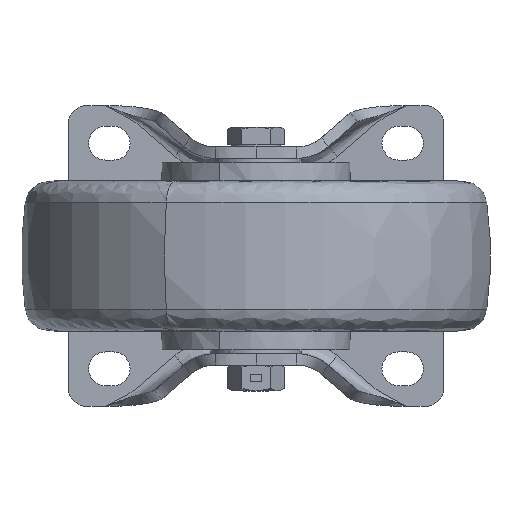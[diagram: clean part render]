
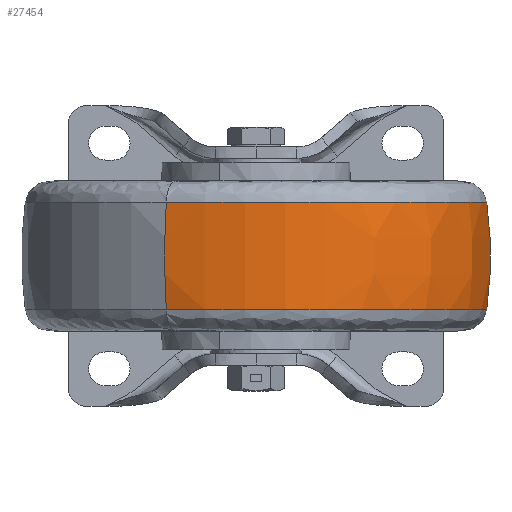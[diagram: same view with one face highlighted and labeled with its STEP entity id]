
A CAD part, front view. The second image highlights one B-rep face of the part: STEP entity #27454.
In plain terms, the highlighted free-form (B-spline) face has degree [3, 3] with [4, 4] control points.
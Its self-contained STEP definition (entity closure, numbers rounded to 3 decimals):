
#422 = CARTESIAN_POINT ( 'NONE',  ( -10.484, -143.337, 118.411 ) ) ;
#3298 = CARTESIAN_POINT ( 'NONE',  ( 37.793, -28.78, 99.261 ) ) ;
#4895 = EDGE_CURVE ( 'NONE', #17275, #14329, #27675, .T. ) ;
#6984 = DIRECTION ( 'NONE',  ( 0.388, 0.922, 0. ) ) ;
#7132 = CARTESIAN_POINT ( 'NONE',  ( 37.793, -28.78, 108.886 ) ) ;
#7202 = VERTEX_POINT ( 'NONE', #422 ) ;
#8515 = DIRECTION ( 'NONE',  ( 0.388, 0.922, 0. ) ) ;
#8555 = ORIENTED_EDGE ( 'NONE', *, *, #4895, .T. ) ;
#8618 = CARTESIAN_POINT ( 'NONE',  ( 27.95, -52.138, 104.073 ) ) ;
#10287 = CIRCLE ( 'NONE', #33707, 100. ) ;
#10989 = ORIENTED_EDGE ( 'NONE', *, *, #16897, .T. ) ;
#12681 = EDGE_CURVE ( 'NONE', #50303, #14329, #10287, .T. ) ;
#13206 = DIRECTION ( 'NONE',  ( -0.388, -0.922, 0. ) ) ;
#14329 = VERTEX_POINT ( 'NONE', #32551 ) ;
#15345 = EDGE_LOOP ( 'NONE', ( #10989, #47809, #8555, #52509 ) ) ;
#16897 = EDGE_CURVE ( 'NONE', #50303, #7202, #17652, .T. ) ;
#17275 = VERTEX_POINT ( 'NONE', #43581 ) ;
#17652 = CIRCLE ( 'NONE', #33300, 61.467 ) ;
#18805 = CARTESIAN_POINT ( 'NONE',  ( 150.543, -77.793, 118.411 ) ) ;
#19903 = FACE_OUTER_BOUND ( 'NONE', #15345, .T. ) ;
#23205 = CARTESIAN_POINT ( 'NONE',  ( 150.543, -77.793, 89.736 ) ) ;
#23473 = CARTESIAN_POINT ( 'NONE',  ( 104.809, -193.421, 108.886 ) ) ;
#23999 = CARTESIAN_POINT ( 'NONE',  ( 153.621, -77.593, 108.886 ) ) ;
#25226 = DIRECTION ( 'NONE',  ( 0.922, -0.388, 0. ) ) ;
#27006 = CARTESIAN_POINT ( 'NONE',  ( 102.801, -191.078, 89.736 ) ) ;
#27454 = ADVANCED_FACE ( 'NONE', ( #19903 ), #43659, .T. ) ;
#27675 = CIRCLE ( 'NONE', #46646, 61.467 ) ;
#28934 = CARTESIAN_POINT ( 'NONE',  ( 13.387, -86.694, 89.736 ) ) ;
#32148 = CIRCLE ( 'NONE', #45049, 100. ) ;
#32551 = CARTESIAN_POINT ( 'NONE',  ( 37.257, -30.052, 89.736 ) ) ;
#33300 = AXIS2_PLACEMENT_3D ( 'NONE', #43737, #40009, #47835 ) ;
#33707 = AXIS2_PLACEMENT_3D ( 'NONE', #35509, #40396, #6984 ) ;
#35383 = CARTESIAN_POINT ( 'NONE',  ( 37.257, -30.052, 89.736 ) ) ;
#35509 = CARTESIAN_POINT ( 'NONE',  ( -1.176, -121.251, 104.073 ) ) ;
#35661 = CARTESIAN_POINT ( 'NONE',  ( 37.257, -30.052, 118.411 ) ) ;
#40008 = CARTESIAN_POINT ( 'NONE',  ( 102.801, -191.078, 118.411 ) ) ;
#40009 = DIRECTION ( 'NONE',  ( 0., 0., -1. ) ) ;
#40278 = CARTESIAN_POINT ( 'NONE',  ( -11.02, -144.608, 99.261 ) ) ;
#40396 = DIRECTION ( 'NONE',  ( -0.922, 0.388, 0. ) ) ;
#40551 = CARTESIAN_POINT ( 'NONE',  ( 153.621, -77.593, 99.261 ) ) ;
#40973 = EDGE_CURVE ( 'NONE', #7202, #17275, #32148, .T. ) ;
#42435 = CARTESIAN_POINT ( 'NONE',  ( 37.257, -30.052, 118.411 ) ) ;
#43581 = CARTESIAN_POINT ( 'NONE',  ( -10.484, -143.337, 89.736 ) ) ;
#43659 =( BOUNDED_SURFACE ( )  B_SPLINE_SURFACE ( 3, 3, ( 
 ( #52982, #40008, #18805, #35661 ),
 ( #48374, #23473, #23999, #7132 ),
 ( #40278, #52171, #40551, #3298 ),
 ( #47561, #27006, #23205, #35383 ) ),
 .UNSPECIFIED., .F., .F., .F. ) 
 B_SPLINE_SURFACE_WITH_KNOTS ( ( 4, 4 ),
 ( 4, 4 ),
 ( 0., 1. ),
 ( 0., 1. ),
 .UNSPECIFIED. ) 
 GEOMETRIC_REPRESENTATION_ITEM ( )  RATIONAL_B_SPLINE_SURFACE ( (
 ( 1., 0.333, 0.333, 1.),
 ( 0.993, 0.331, 0.331, 0.993),
 ( 0.993, 0.331, 0.331, 0.993),
 ( 1., 0.333, 0.333, 1.) ) ) 
 REPRESENTATION_ITEM ( '' )  SURFACE ( )  );
#43737 = CARTESIAN_POINT ( 'NONE',  ( 13.387, -86.694, 118.411 ) ) ;
#45049 = AXIS2_PLACEMENT_3D ( 'NONE', #8618, #25226, #13206 ) ;
#45663 = DIRECTION ( 'NONE',  ( 0., 0., 1. ) ) ;
#46646 = AXIS2_PLACEMENT_3D ( 'NONE', #28934, #45663, #8515 ) ;
#47561 = CARTESIAN_POINT ( 'NONE',  ( -10.484, -143.337, 89.736 ) ) ;
#47809 = ORIENTED_EDGE ( 'NONE', *, *, #40973, .T. ) ;
#47835 = DIRECTION ( 'NONE',  ( 0.388, 0.922, 0. ) ) ;
#48374 = CARTESIAN_POINT ( 'NONE',  ( -11.02, -144.608, 108.886 ) ) ;
#50303 = VERTEX_POINT ( 'NONE', #42435 ) ;
#52171 = CARTESIAN_POINT ( 'NONE',  ( 104.809, -193.421, 99.261 ) ) ;
#52509 = ORIENTED_EDGE ( 'NONE', *, *, #12681, .F. ) ;
#52982 = CARTESIAN_POINT ( 'NONE',  ( -10.484, -143.337, 118.411 ) ) ;
